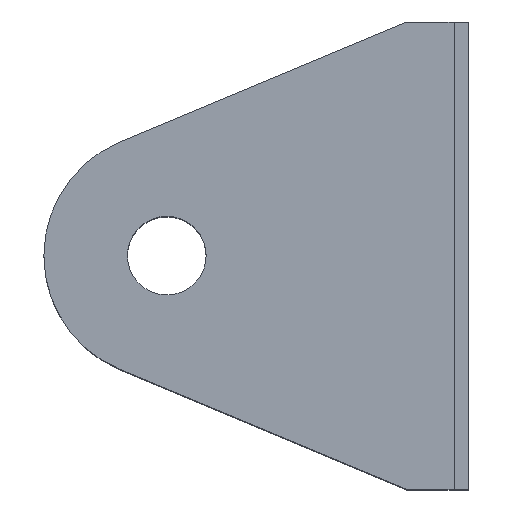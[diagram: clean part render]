
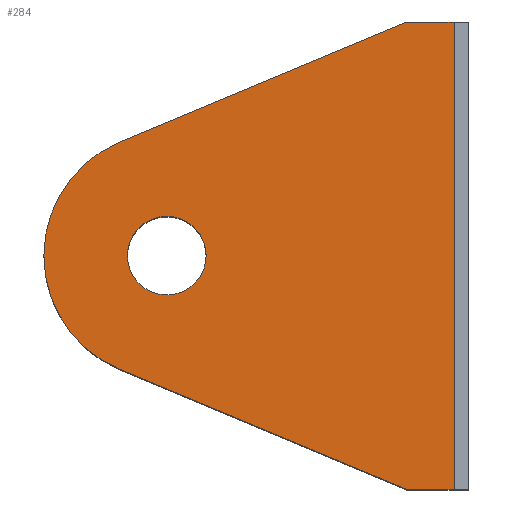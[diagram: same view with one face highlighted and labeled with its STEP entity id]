
A CAD part, top view. The second image highlights one B-rep face of the part: STEP entity #284.
In plain terms, the highlighted planar face has unit normal (0, 0, 1).
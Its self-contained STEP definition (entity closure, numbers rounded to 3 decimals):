
#141=CARTESIAN_POINT('Vertex',(13.731,19.,16.5)) ;
#144=CARTESIAN_POINT('Line Origine',(15.657,19.,16.5)) ;
#148=CARTESIAN_POINT('Vertex',(17.583,19.,16.5)) ;
#198=CARTESIAN_POINT('Vertex',(-9.634,-9.225,16.5)) ;
#203=CARTESIAN_POINT('Axis2P3D Location',(-5.774,0.,16.5)) ;
#207=CARTESIAN_POINT('Vertex',(-9.634,9.225,16.5)) ;
#229=CARTESIAN_POINT('Axis2P3D Location',(17.583,0.,16.5)) ;
#234=CARTESIAN_POINT('Line Origine',(2.049,14.113,16.5)) ;
#239=CARTESIAN_POINT('Line Origine',(2.049,-14.113,16.5)) ;
#243=CARTESIAN_POINT('Vertex',(13.731,-19.,16.5)) ;
#246=CARTESIAN_POINT('Line Origine',(15.657,-19.,16.5)) ;
#250=CARTESIAN_POINT('Vertex',(17.583,-19.,16.5)) ;
#253=CARTESIAN_POINT('Line Origine',(17.583,0.,16.5)) ;
#266=CARTESIAN_POINT('Axis2P3D Location',(-5.774,0.,16.5)) ;
#270=CARTESIAN_POINT('Vertex',(-5.774,3.2,16.5)) ;
#272=CARTESIAN_POINT('Vertex',(-5.774,-3.2,16.5)) ;
#275=CARTESIAN_POINT('Axis2P3D Location',(-5.774,0.,16.5)) ;
#145=DIRECTION('Vector Direction',(-1.,0.,0.)) ;
#204=DIRECTION('Axis2P3D Direction',(0.,0.,1.)) ;
#230=DIRECTION('Axis2P3D Direction',(0.,0.,-1.)) ;
#231=DIRECTION('Axis2P3D XDirection',(-1.,0.,0.)) ;
#235=DIRECTION('Vector Direction',(0.923,0.386,0.)) ;
#240=DIRECTION('Vector Direction',(0.923,-0.386,0.)) ;
#247=DIRECTION('Vector Direction',(-1.,0.,0.)) ;
#254=DIRECTION('Vector Direction',(0.,1.,0.)) ;
#267=DIRECTION('Axis2P3D Direction',(0.,0.,-1.)) ;
#276=DIRECTION('Axis2P3D Direction',(0.,0.,-1.)) ;
#205=AXIS2_PLACEMENT_3D('Circle Axis2P3D',#203,#204,$) ;
#232=AXIS2_PLACEMENT_3D('Plane Axis2P3D',#229,#230,#231) ;
#268=AXIS2_PLACEMENT_3D('Circle Axis2P3D',#266,#267,$) ;
#277=AXIS2_PLACEMENT_3D('Circle Axis2P3D',#275,#276,$) ;
#259=ORIENTED_EDGE('',*,*,#238,.F.) ;
#260=ORIENTED_EDGE('',*,*,#209,.F.) ;
#261=ORIENTED_EDGE('',*,*,#245,.F.) ;
#262=ORIENTED_EDGE('',*,*,#252,.T.) ;
#263=ORIENTED_EDGE('',*,*,#257,.T.) ;
#264=ORIENTED_EDGE('',*,*,#150,.F.) ;
#281=ORIENTED_EDGE('',*,*,#274,.F.) ;
#282=ORIENTED_EDGE('',*,*,#279,.F.) ;
#283=FACE_BOUND('',#280,.T.) ;
#146=VECTOR('Line Direction',#145,1.) ;
#236=VECTOR('Line Direction',#235,1.) ;
#241=VECTOR('Line Direction',#240,1.) ;
#248=VECTOR('Line Direction',#247,1.) ;
#255=VECTOR('Line Direction',#254,1.) ;
#284=ADVANCED_FACE('Corps principal',(#265,#283),#233,.F.) ;
#206=CIRCLE('generated circle',#205,10.) ;
#269=CIRCLE('generated circle',#268,3.2) ;
#278=CIRCLE('generated circle',#277,3.2) ;
#150=EDGE_CURVE('',#142,#149,#147,.F.) ;
#209=EDGE_CURVE('',#199,#208,#206,.F.) ;
#238=EDGE_CURVE('',#208,#142,#237,.T.) ;
#245=EDGE_CURVE('',#244,#199,#242,.F.) ;
#252=EDGE_CURVE('',#244,#251,#249,.F.) ;
#257=EDGE_CURVE('',#251,#149,#256,.T.) ;
#274=EDGE_CURVE('',#271,#273,#269,.F.) ;
#279=EDGE_CURVE('',#273,#271,#278,.F.) ;
#258=EDGE_LOOP('',(#259,#260,#261,#262,#263,#264)) ;
#280=EDGE_LOOP('',(#281,#282)) ;
#265=FACE_OUTER_BOUND('',#258,.T.) ;
#147=LINE('Line',#144,#146) ;
#237=LINE('Line',#234,#236) ;
#242=LINE('Line',#239,#241) ;
#249=LINE('Line',#246,#248) ;
#256=LINE('Line',#253,#255) ;
#233=PLANE('Plane',#232) ;
#142=VERTEX_POINT('',#141) ;
#149=VERTEX_POINT('',#148) ;
#199=VERTEX_POINT('',#198) ;
#208=VERTEX_POINT('',#207) ;
#244=VERTEX_POINT('',#243) ;
#251=VERTEX_POINT('',#250) ;
#271=VERTEX_POINT('',#270) ;
#273=VERTEX_POINT('',#272) ;
